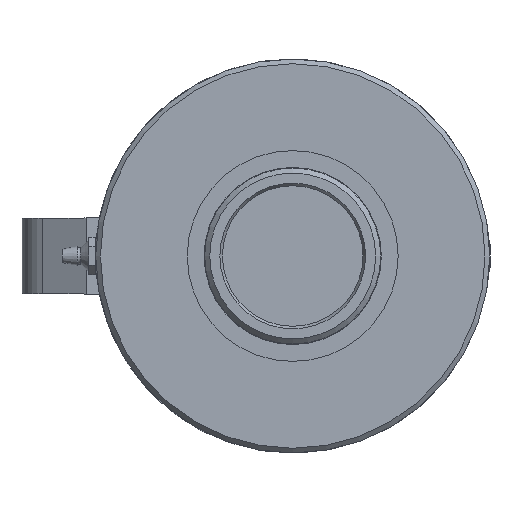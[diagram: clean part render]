
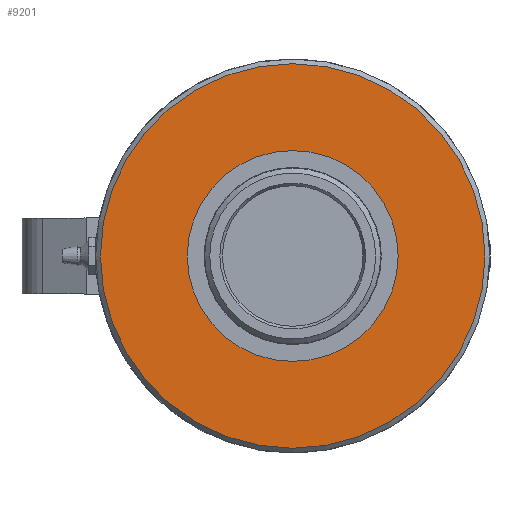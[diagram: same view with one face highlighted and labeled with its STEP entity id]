
A CAD part, left-side view. The second image highlights one B-rep face of the part: STEP entity #9201.
In plain terms, the highlighted planar face has unit normal (-1, 0, 0).
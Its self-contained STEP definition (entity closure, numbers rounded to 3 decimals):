
#599=FACE_BOUND('',#2728,.T.);
#1878=PLANE('',#9931);
#2164=FACE_OUTER_BOUND('',#2727,.T.);
#2727=EDGE_LOOP('',(#6624));
#2728=EDGE_LOOP('',(#6625,#6626));
#3227=CIRCLE('',#9740,34.8);
#3228=CIRCLE('',#9741,34.8);
#3338=CIRCLE('',#9932,65.1);
#3726=VERTEX_POINT('',#12969);
#3727=VERTEX_POINT('',#12970);
#3896=VERTEX_POINT('',#13843);
#4696=EDGE_CURVE('',#3726,#3727,#3227,.T.);
#4697=EDGE_CURVE('',#3727,#3726,#3228,.T.);
#4925=EDGE_CURVE('',#3896,#3896,#3338,.T.);
#6624=ORIENTED_EDGE('',*,*,#4925,.F.);
#6625=ORIENTED_EDGE('',*,*,#4696,.T.);
#6626=ORIENTED_EDGE('',*,*,#4697,.T.);
#9201=ADVANCED_FACE('',(#2164,#599),#1878,.T.);
#9740=AXIS2_PLACEMENT_3D('',#12971,#10719,#10720);
#9741=AXIS2_PLACEMENT_3D('',#12972,#10721,#10722);
#9931=AXIS2_PLACEMENT_3D('',#13842,#11182,#11183);
#9932=AXIS2_PLACEMENT_3D('',#13844,#11184,#11185);
#10719=DIRECTION('center_axis',(1.,0.,0.));
#10720=DIRECTION('ref_axis',(0.,1.,0.));
#10721=DIRECTION('center_axis',(1.,0.,0.));
#10722=DIRECTION('ref_axis',(0.,1.,0.));
#11182=DIRECTION('center_axis',(-1.,0.,0.));
#11183=DIRECTION('ref_axis',(0.,0.,1.));
#11184=DIRECTION('center_axis',(1.,0.,0.));
#11185=DIRECTION('ref_axis',(0.,-1.,0.));
#12969=CARTESIAN_POINT('',(0.,34.8,0.));
#12970=CARTESIAN_POINT('',(0.,-34.8,0.));
#12971=CARTESIAN_POINT('Origin',(0.,0.,
0.));
#12972=CARTESIAN_POINT('Origin',(0.,0.,
0.));
#13842=CARTESIAN_POINT('Origin',(0.,64.96,0.));
#13843=CARTESIAN_POINT('',(0.,65.1,0.));
#13844=CARTESIAN_POINT('Origin',(0.,0.,0.));
